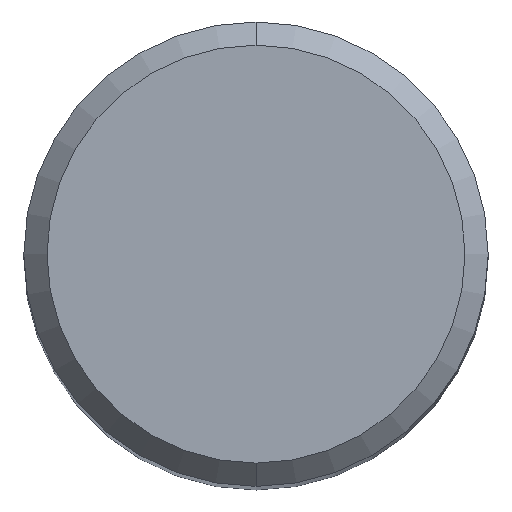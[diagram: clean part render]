
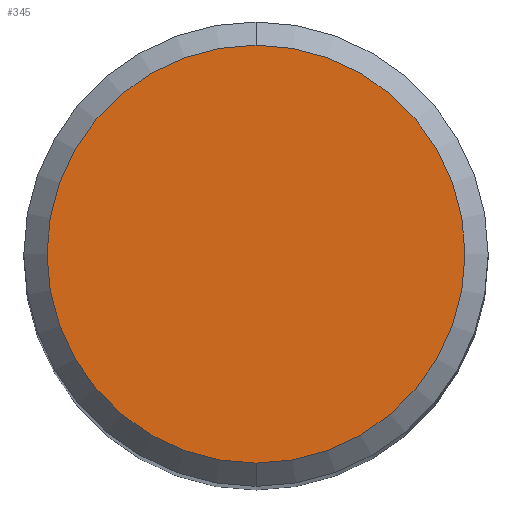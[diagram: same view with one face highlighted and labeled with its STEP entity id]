
A CAD part, top view. The second image highlights one B-rep face of the part: STEP entity #345.
In plain terms, the highlighted planar face has unit normal (0, 0, 1).
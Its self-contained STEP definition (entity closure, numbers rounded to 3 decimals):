
#249=VERTEX_POINT('',#566);
#345=ADVANCED_FACE('',(#672),#673,.T.);
#351=EDGE_CURVE('',#249,#433,#679,.T.);
#433=VERTEX_POINT('',#768);
#449=EDGE_CURVE('',#433,#249,#785,.T.);
#566=CARTESIAN_POINT('',(0.,-3.6,0.0));
#672=FACE_OUTER_BOUND('',#1201,.T.);
#673=PLANE('',#1202);
#679=CIRCLE('',#1211,3.6);
#768=CARTESIAN_POINT('',(0.0,3.6,0.0));
#785=CIRCLE('',#1433,3.6);
#1201=EDGE_LOOP('',(#1696,#1697));
#1202=AXIS2_PLACEMENT_3D('',#1698,#1699,#1700);
#1211=AXIS2_PLACEMENT_3D('',#1702,#1703,#1704);
#1433=AXIS2_PLACEMENT_3D('',#1800,#1801,#1802);
#1696=ORIENTED_EDGE('',*,*,#449,.F.);
#1697=ORIENTED_EDGE('',*,*,#351,.F.);
#1698=CARTESIAN_POINT('',(0.0,1.8,0.0));
#1699=DIRECTION('',(-0.0,0.0,1.0));
#1700=DIRECTION('',(0.0,-1.0,0.0));
#1702=CARTESIAN_POINT('',(0.0,0.0,0.0));
#1703=DIRECTION('',(0.0,0.0,-1.0));
#1704=DIRECTION('',(0.0,1.0,0.0));
#1800=CARTESIAN_POINT('',(0.0,0.0,0.0));
#1801=DIRECTION('',(0.0,0.0,-1.0));
#1802=DIRECTION('',(0.0,1.0,0.0));
